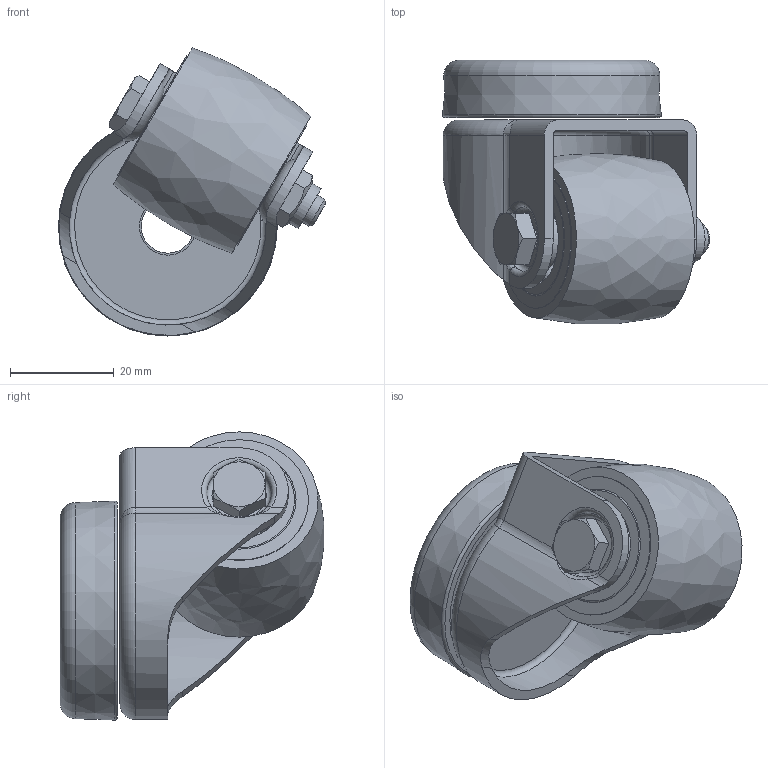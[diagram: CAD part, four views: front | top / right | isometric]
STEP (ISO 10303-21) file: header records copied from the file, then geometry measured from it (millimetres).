
FILE_DESCRIPTION(/* description */ (''),/* implementation_level */ '2;1');
FILE_NAME(/* name */ 'LMPUS033KUOFL.stp',/* time_stamp */ '2021-08-19T15:50:44+02:00',/* author */ ('raede'),/* organization */ (''),/* preprocessor_version */ 'ST-DEVELOPER v15.6',/* originating_system */ 'Autodesk Inventor 2015',/* authorisation */ '');
FILE_SCHEMA (('AUTOMOTIVE_DESIGN { 1 0 10303 214 3 1 1 }'));
Length unit declared in the file: millimetre
Products named in the file (8): Gehaeuse_LPU033KUO; Rad_33x26; DIN 625 SKF - SKF 627-2RS1; DIN 931-1 - M6 x 40; DIN 985 - M6; PUS033_26_06; LPUSS033KUO; LMPUS033KUOFL
Bounding box: 51.59 x 50.91 x 55.63 mm (x, y, z)
Volume: 37178.1 mm3; surface area: 28546.8 mm2
Topology: 9 solids, 9 shells, 182 faces, 481 edges, 306 vertices
Faces by surface type: plane 53, cylinder 48, torus 44, cone 14, bspline 13, sphere 10
Full cylindrical faces by diameter (mm): 4.917 x1, 6 x1, 6.2 x2, 6.25 x1, 7 x2, 8 x1, 8.9 x2, 10.25 x1, 11 x1, 11.8 x4, 12.5 x2, 17.2 x4, 18 x1, 22 x4, 26.8 x2, 38.5 x1
Entity records: 5056 total; most frequent: CARTESIAN_POINT 1660, DIRECTION 676, ORIENTED_EDGE 606, AXIS2_PLACEMENT_3D 310, EDGE_CURVE 303, EDGE_LOOP 231, VERTEX_POINT 216, ADVANCED_FACE 153
